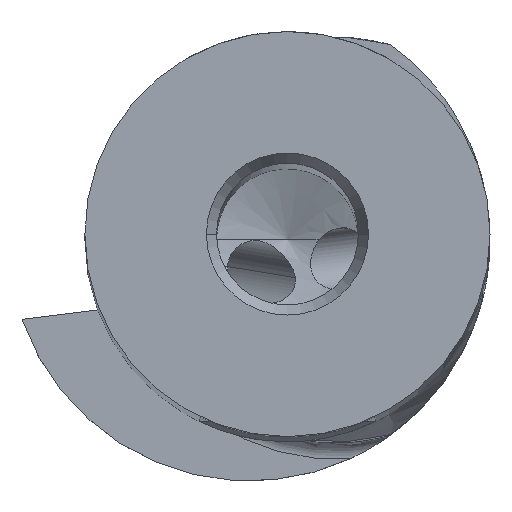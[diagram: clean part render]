
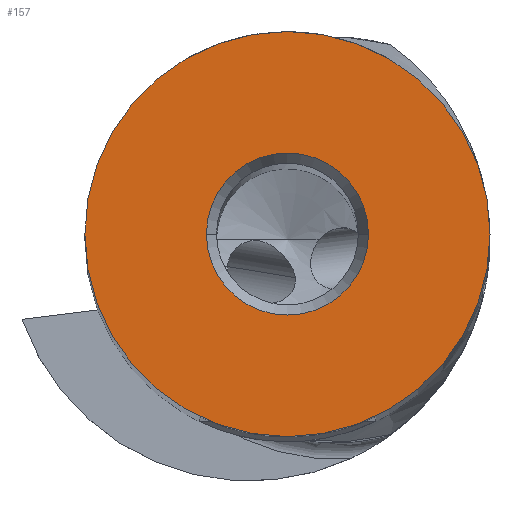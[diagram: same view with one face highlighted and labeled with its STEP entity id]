
A CAD part, top view. The second image highlights one B-rep face of the part: STEP entity #157.
In plain terms, the highlighted planar face has unit normal (0, 0, 1).
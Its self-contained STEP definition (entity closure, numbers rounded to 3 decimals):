
#46=FACE_BOUND('',#309,.T.);
#47=FACE_BOUND('',#310,.T.);
#69=PLANE('',#1457);
#157=ADVANCED_FACE('',(#46,#47),#69,.T.);
#309=EDGE_LOOP('',(#724,#725));
#310=EDGE_LOOP('',(#726,#727));
#423=CIRCLE('',#1447,10.);
#424=CIRCLE('',#1451,10.);
#425=CIRCLE('',#1455,4.);
#426=CIRCLE('',#1456,4.);
#724=ORIENTED_EDGE('',*,*,#1113,.F.);
#725=ORIENTED_EDGE('',*,*,#1106,.F.);
#726=ORIENTED_EDGE('',*,*,#1118,.F.);
#727=ORIENTED_EDGE('',*,*,#1119,.F.);
#928=VERTEX_POINT('',#2844);
#929=VERTEX_POINT('',#2845);
#938=VERTEX_POINT('',#2868);
#939=VERTEX_POINT('',#2869);
#1106=EDGE_CURVE('',#928,#929,#423,.T.);
#1113=EDGE_CURVE('',#929,#928,#424,.T.);
#1118=EDGE_CURVE('',#938,#939,#425,.T.);
#1119=EDGE_CURVE('',#939,#938,#426,.T.);
#1447=AXIS2_PLACEMENT_3D('',#2843,#1741,#1742);
#1451=AXIS2_PLACEMENT_3D('',#2857,#1753,#1754);
#1455=AXIS2_PLACEMENT_3D('',#2867,#1763,#1764);
#1456=AXIS2_PLACEMENT_3D('',#2870,#1765,#1766);
#1457=AXIS2_PLACEMENT_3D('',#2871,#1767,#1768);
#1741=DIRECTION('',(0.,0.,-1.));
#1742=DIRECTION('',(-1.,0.,0.));
#1753=DIRECTION('',(0.,0.,-1.));
#1754=DIRECTION('',(1.,0.,0.));
#1763=DIRECTION('',(0.,0.,1.));
#1764=DIRECTION('',(1.,0.,0.));
#1765=DIRECTION('',(0.,0.,1.));
#1766=DIRECTION('',(-1.,0.,0.));
#1767=DIRECTION('',(0.,0.,1.));
#1768=DIRECTION('',(1.,0.,0.));
#2843=CARTESIAN_POINT('',(0.,0.,0.));
#2844=CARTESIAN_POINT('',(-10.,0.,0.));
#2845=CARTESIAN_POINT('',(10.,0.,0.));
#2857=CARTESIAN_POINT('',(0.,0.,0.));
#2867=CARTESIAN_POINT('',(0.,0.,0.));
#2868=CARTESIAN_POINT('',(4.,0.,0.));
#2869=CARTESIAN_POINT('',(-4.,0.,0.));
#2870=CARTESIAN_POINT('',(0.,0.,0.));
#2871=CARTESIAN_POINT('',(0.,0.,0.));
